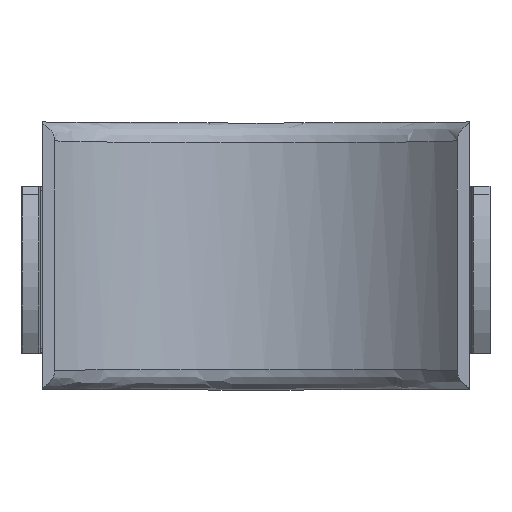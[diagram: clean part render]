
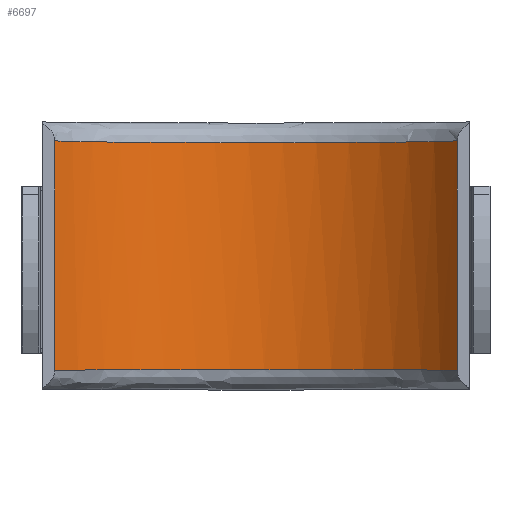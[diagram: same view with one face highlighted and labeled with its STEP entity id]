
A CAD part, front view. The second image highlights one B-rep face of the part: STEP entity #6697.
In plain terms, the highlighted cylindrical face has radius 38.5 mm (diameter 77 mm), a partial arc.
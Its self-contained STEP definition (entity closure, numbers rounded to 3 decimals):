
#761 = CARTESIAN_POINT ( 'NONE',  ( 5.023, -0.322, 16.999 ) ) ;
#779 = LINE ( 'NONE', #5770, #5044 ) ;
#841 = CARTESIAN_POINT ( 'NONE',  ( 29.2, -13.366, 17.14 ) ) ;
#911 = CARTESIAN_POINT ( 'NONE',  ( -2.933, -0.002, -16.999 ) ) ;
#992 = CARTESIAN_POINT ( 'NONE',  ( 24.545, -8.83, -17.061 ) ) ;
#1010 = CARTESIAN_POINT ( 'NONE',  ( 14.063, -2.653, 17.005 ) ) ;
#1153 = CARTESIAN_POINT ( 'NONE',  ( 16.058, -3.501, -17.009 ) ) ;
#1240 = CARTESIAN_POINT ( 'NONE',  ( 26.696, -10.749, -17.091 ) ) ;
#1509 = CYLINDRICAL_SURFACE ( 'NONE', #2420, 38.5 ) ;
#1616 = EDGE_CURVE ( 'NONE', #8296, #14709, #6662, .T. ) ;
#1841 = CARTESIAN_POINT ( 'NONE',  ( -30.104, -14.5, -17.167 ) ) ;
#2056 = CARTESIAN_POINT ( 'NONE',  ( 7.168, -0.666, 16.999 ) ) ;
#2057 = EDGE_CURVE ( 'NONE', #13635, #14709, #10076, .T. ) ;
#2136 = CARTESIAN_POINT ( 'NONE',  ( -5.778, -0.328, 16.999 ) ) ;
#2228 = CARTESIAN_POINT ( 'NONE',  ( -14.089, -2.641, 17.004 ) ) ;
#2420 = AXIS2_PLACEMENT_3D ( 'NONE', #15754, #10671, #5264 ) ;
#2424 = DIRECTION ( 'NONE',  ( 0., 0., -1. ) ) ;
#2459 = B_SPLINE_CURVE_WITH_KNOTS ( 'NONE', 3,
 ( #10537, #841, #10769, #9535, #10940, #13475, #7060, #5753, #13561, #11996, #7233, #1010, #8212, #5672, #4514, #6979, #2056, #9706, #761, #3455, #8376, #11026, #2136, #14552, #14634, #2228, #7142, #12076, #12245, #13225, #3200, #6898 ),
 .UNSPECIFIED., .F., .F.,
 ( 4, 2, 2, 2, 2, 2, 2, 2, 2, 2, 2, 2, 2, 2, 2, 4 ),
 ( 0., 0.004, 0.007, 0.009, 0.017, 0.02, 0.022, 0.026, 0.028, 0.03, 0.035, 0.043, 0.048, 0.052, 0.061, 0.07 ),
 .UNSPECIFIED. ) ;
#3200 = CARTESIAN_POINT ( 'NONE',  ( -28.296, -12.232, 17.114 ) ) ;
#3432 = CARTESIAN_POINT ( 'NONE',  ( -5.778, -0.328, -16.999 ) ) ;
#3455 = CARTESIAN_POINT ( 'NONE',  ( 2.864, -0.079, 16.999 ) ) ;
#3523 = CARTESIAN_POINT ( 'NONE',  ( 14.063, -2.653, -17.005 ) ) ;
#4511 = ORIENTED_EDGE ( 'NONE', *, *, #12480, .T. ) ;
#4514 = CARTESIAN_POINT ( 'NONE',  ( 9.978, -1.288, 17. ) ) ;
#4665 = CARTESIAN_POINT ( 'NONE',  ( -9.968, -1.285, -17. ) ) ;
#4750 = CARTESIAN_POINT ( 'NONE',  ( -21.718, -6.578, -17.031 ) ) ;
#4991 = CARTESIAN_POINT ( 'NONE',  ( -14.089, -2.641, -17.004 ) ) ;
#5044 = VECTOR ( 'NONE', #8315, 1000. ) ;
#5264 = DIRECTION ( 'NONE',  ( -1., 0., 0. ) ) ;
#5672 = CARTESIAN_POINT ( 'NONE',  ( 11.357, -1.685, 17.001 ) ) ;
#5753 = CARTESIAN_POINT ( 'NONE',  ( 21.743, -6.598, 17.031 ) ) ;
#5770 = CARTESIAN_POINT ( 'NONE',  ( -30.104, -14.5, 20. ) ) ;
#5898 = CARTESIAN_POINT ( 'NONE',  ( 1.419, 0.001, -16.999 ) ) ;
#5978 = CARTESIAN_POINT ( 'NONE',  ( 7.875, -0.807, -17. ) ) ;
#6059 = CARTESIAN_POINT ( 'NONE',  ( 19.32, -5.073, -17.018 ) ) ;
#6226 = CARTESIAN_POINT ( 'NONE',  ( 30.104, -14.5, -17.167 ) ) ;
#6662 = B_SPLINE_CURVE_WITH_KNOTS ( 'NONE', 3,
 ( #1841, #15932, #12226, #4750, #9944, #7120, #4991, #10019, #4665, #3432, #911, #5898, #9688, #15028, #12467, #8619, #5978, #14699, #13621, #8445, #3523, #13452, #1153, #6059, #11007, #992, #9773, #11175, #1240, #14788, #11248, #6226 ),
 .UNSPECIFIED., .F., .F.,
 ( 4, 2, 2, 2, 2, 2, 2, 2, 2, 2, 2, 2, 2, 2, 2, 4 ),
 ( 0., 0.009, 0.017, 0.022, 0.026, 0.035, 0.039, 0.041, 0.043, 0.048, 0.05, 0.052, 0.061, 0.063, 0.065, 0.069 ),
 .UNSPECIFIED. ) ;
#6697 = ADVANCED_FACE ( 'NONE', ( #12752 ), #1509, .F. ) ;
#6898 = CARTESIAN_POINT ( 'NONE',  ( -30.104, -14.5, 17.167 ) ) ;
#6979 = CARTESIAN_POINT ( 'NONE',  ( 7.875, -0.807, 17. ) ) ;
#7060 = CARTESIAN_POINT ( 'NONE',  ( 24.545, -8.83, 17.061 ) ) ;
#7120 = CARTESIAN_POINT ( 'NONE',  ( -15.418, -3.193, -17.007 ) ) ;
#7142 = CARTESIAN_POINT ( 'NONE',  ( -15.418, -3.193, 17.007 ) ) ;
#7233 = CARTESIAN_POINT ( 'NONE',  ( 15.396, -3.205, 17.007 ) ) ;
#7605 = EDGE_LOOP ( 'NONE', ( #12566, #14536, #9381, #4511 ) ) ;
#8212 = CARTESIAN_POINT ( 'NONE',  ( 13.391, -2.397, 17.004 ) ) ;
#8296 = VERTEX_POINT ( 'NONE', #15356 ) ;
#8315 = DIRECTION ( 'NONE',  ( 0., 0., -1. ) ) ;
#8376 = CARTESIAN_POINT ( 'NONE',  ( 1.419, 0.001, 16.999 ) ) ;
#8445 = CARTESIAN_POINT ( 'NONE',  ( 13.391, -2.397, -17.004 ) ) ;
#8619 = CARTESIAN_POINT ( 'NONE',  ( 7.168, -0.666, -16.999 ) ) ;
#9236 = CARTESIAN_POINT ( 'NONE',  ( -30.104, -14.5, 17.167 ) ) ;
#9381 = ORIENTED_EDGE ( 'NONE', *, *, #2057, .F. ) ;
#9535 = CARTESIAN_POINT ( 'NONE',  ( 26.696, -10.749, 17.091 ) ) ;
#9688 = CARTESIAN_POINT ( 'NONE',  ( 2.864, -0.079, -16.999 ) ) ;
#9706 = CARTESIAN_POINT ( 'NONE',  ( 5.742, -0.424, 16.999 ) ) ;
#9773 = CARTESIAN_POINT ( 'NONE',  ( 25.094, -9.293, -17.067 ) ) ;
#9944 = CARTESIAN_POINT ( 'NONE',  ( -19.29, -5.058, -17.018 ) ) ;
#10019 = CARTESIAN_POINT ( 'NONE',  ( -11.351, -1.683, -17.001 ) ) ;
#10076 = LINE ( 'NONE', #13674, #15610 ) ;
#10537 = CARTESIAN_POINT ( 'NONE',  ( 30.104, -14.5, 17.167 ) ) ;
#10671 = DIRECTION ( 'NONE',  ( 0., 0., -1. ) ) ;
#10769 = CARTESIAN_POINT ( 'NONE',  ( 28.235, -12.286, 17.118 ) ) ;
#10940 = CARTESIAN_POINT ( 'NONE',  ( 26.169, -10.252, 17.082 ) ) ;
#11007 = CARTESIAN_POINT ( 'NONE',  ( 21.743, -6.598, -17.031 ) ) ;
#11026 = CARTESIAN_POINT ( 'NONE',  ( -2.933, -0.002, 16.999 ) ) ;
#11175 = CARTESIAN_POINT ( 'NONE',  ( 26.169, -10.252, -17.082 ) ) ;
#11248 = CARTESIAN_POINT ( 'NONE',  ( 29.2, -13.366, -17.14 ) ) ;
#11537 = CARTESIAN_POINT ( 'NONE',  ( 30.104, -14.5, 17.167 ) ) ;
#11650 = CARTESIAN_POINT ( 'NONE',  ( 30.104, -14.5, -17.167 ) ) ;
#11996 = CARTESIAN_POINT ( 'NONE',  ( 16.058, -3.501, 17.009 ) ) ;
#11997 = EDGE_CURVE ( 'NONE', #13381, #8296, #779, .T. ) ;
#12076 = CARTESIAN_POINT ( 'NONE',  ( -19.29, -5.058, 17.018 ) ) ;
#12226 = CARTESIAN_POINT ( 'NONE',  ( -26.255, -10.192, -17.079 ) ) ;
#12245 = CARTESIAN_POINT ( 'NONE',  ( -21.718, -6.578, 17.031 ) ) ;
#12467 = CARTESIAN_POINT ( 'NONE',  ( 5.742, -0.424, -16.999 ) ) ;
#12480 = EDGE_CURVE ( 'NONE', #13635, #13381, #2459, .T. ) ;
#12566 = ORIENTED_EDGE ( 'NONE', *, *, #11997, .T. ) ;
#12752 = FACE_OUTER_BOUND ( 'NONE', #7605, .T. ) ;
#13225 = CARTESIAN_POINT ( 'NONE',  ( -26.255, -10.192, 17.079 ) ) ;
#13381 = VERTEX_POINT ( 'NONE', #9236 ) ;
#13452 = CARTESIAN_POINT ( 'NONE',  ( 15.396, -3.205, -17.007 ) ) ;
#13475 = CARTESIAN_POINT ( 'NONE',  ( 25.094, -9.293, 17.067 ) ) ;
#13561 = CARTESIAN_POINT ( 'NONE',  ( 19.32, -5.073, 17.018 ) ) ;
#13621 = CARTESIAN_POINT ( 'NONE',  ( 11.357, -1.685, -17.001 ) ) ;
#13635 = VERTEX_POINT ( 'NONE', #11537 ) ;
#13674 = CARTESIAN_POINT ( 'NONE',  ( 30.104, -14.5, 20. ) ) ;
#14536 = ORIENTED_EDGE ( 'NONE', *, *, #1616, .T. ) ;
#14552 = CARTESIAN_POINT ( 'NONE',  ( -9.968, -1.285, 17. ) ) ;
#14634 = CARTESIAN_POINT ( 'NONE',  ( -11.351, -1.683, 17.001 ) ) ;
#14699 = CARTESIAN_POINT ( 'NONE',  ( 9.978, -1.288, -17. ) ) ;
#14709 = VERTEX_POINT ( 'NONE', #11650 ) ;
#14788 = CARTESIAN_POINT ( 'NONE',  ( 28.235, -12.286, -17.118 ) ) ;
#15028 = CARTESIAN_POINT ( 'NONE',  ( 5.023, -0.322, -16.999 ) ) ;
#15356 = CARTESIAN_POINT ( 'NONE',  ( -30.104, -14.5, -17.167 ) ) ;
#15610 = VECTOR ( 'NONE', #2424, 1000. ) ;
#15754 = CARTESIAN_POINT ( 'NONE',  ( 0., -38.5, 20. ) ) ;
#15932 = CARTESIAN_POINT ( 'NONE',  ( -28.296, -12.232, -17.114 ) ) ;
